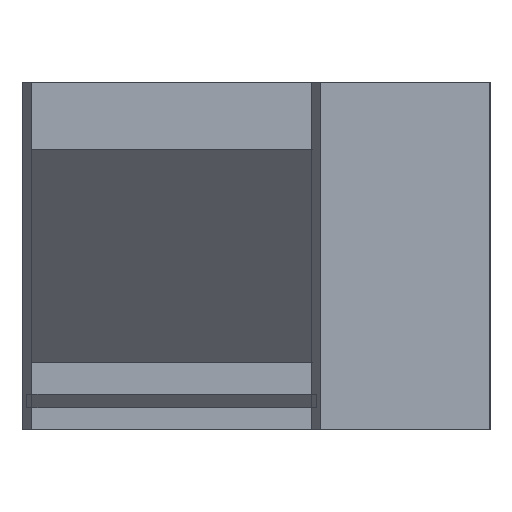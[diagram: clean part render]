
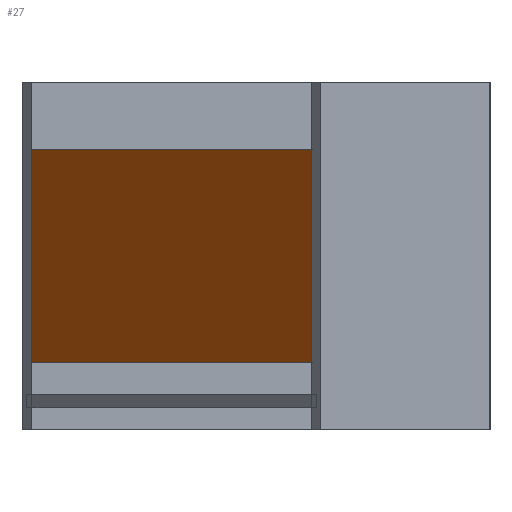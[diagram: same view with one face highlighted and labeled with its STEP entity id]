
A CAD part, left-side view. The second image highlights one B-rep face of the part: STEP entity #27.
In plain terms, the highlighted planar face has unit normal (-0.199, 0.98, 0).
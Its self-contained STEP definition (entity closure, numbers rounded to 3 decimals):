
#27=ADVANCED_FACE('',(#49),#269,.T.);
#49=FACE_OUTER_BOUND('',#71,.T.);
#71=EDGE_LOOP('',(#117,#118,#119,#120));
#117=ORIENTED_EDGE('',*,*,#200,.T.);
#118=ORIENTED_EDGE('',*,*,#201,.T.);
#119=ORIENTED_EDGE('',*,*,#202,.F.);
#120=ORIENTED_EDGE('',*,*,#198,.F.);
#198=EDGE_CURVE('',#241,#242,#304,.T.);
#200=EDGE_CURVE('',#241,#243,#306,.T.);
#201=EDGE_CURVE('',#243,#244,#307,.T.);
#202=EDGE_CURVE('',#242,#244,#308,.T.);
#241=VERTEX_POINT('',#534);
#242=VERTEX_POINT('',#535);
#243=VERTEX_POINT('',#536);
#244=VERTEX_POINT('',#537);
#269=PLANE('',#431);
#304=B_SPLINE_CURVE_WITH_KNOTS('',1,(#548,#549),.UNSPECIFIED.,.F.,.F.,(2,
2),(0.,48.),.UNSPECIFIED.);
#306=B_SPLINE_CURVE_WITH_KNOTS('',1,(#552,#553),.UNSPECIFIED.,.F.,.F.,(2,
2),(-326.529,-10.204),.UNSPECIFIED.);
#307=B_SPLINE_CURVE_WITH_KNOTS('',1,(#554,#555),.UNSPECIFIED.,.F.,.F.,(2,
2),(0.,48.),.UNSPECIFIED.);
#308=B_SPLINE_CURVE_WITH_KNOTS('',1,(#556,#557),.UNSPECIFIED.,.F.,.F.,(2,
2),(-326.529,-10.204),.UNSPECIFIED.);
#431=AXIS2_PLACEMENT_3D('',#526,#457,$);
#457=DIRECTION('',(-0.199,0.98,0.));
#526=CARTESIAN_POINT('',(820.,102.97,15.));
#534=CARTESIAN_POINT('',(820.,102.97,15.));
#535=CARTESIAN_POINT('',(820.,102.97,63.));
#536=CARTESIAN_POINT('',(510.,40.03,15.));
#537=CARTESIAN_POINT('',(510.,40.03,63.));
#548=CARTESIAN_POINT('',(820.,102.97,15.));
#549=CARTESIAN_POINT('',(820.,102.97,63.));
#552=CARTESIAN_POINT('',(820.,102.97,15.));
#553=CARTESIAN_POINT('',(510.,40.03,15.));
#554=CARTESIAN_POINT('',(510.,40.03,15.));
#555=CARTESIAN_POINT('',(510.,40.03,63.));
#556=CARTESIAN_POINT('',(820.,102.97,63.));
#557=CARTESIAN_POINT('',(510.,40.03,63.));
